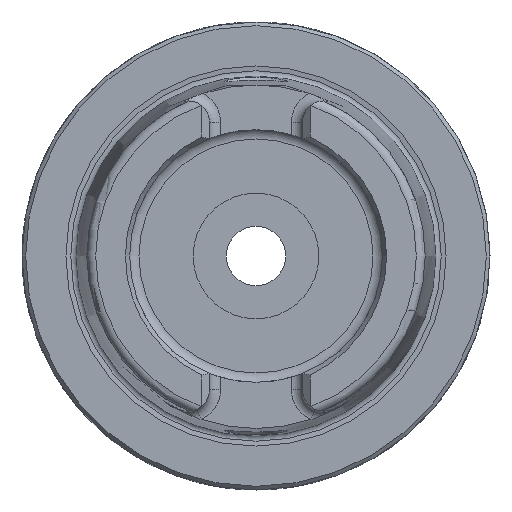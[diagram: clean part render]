
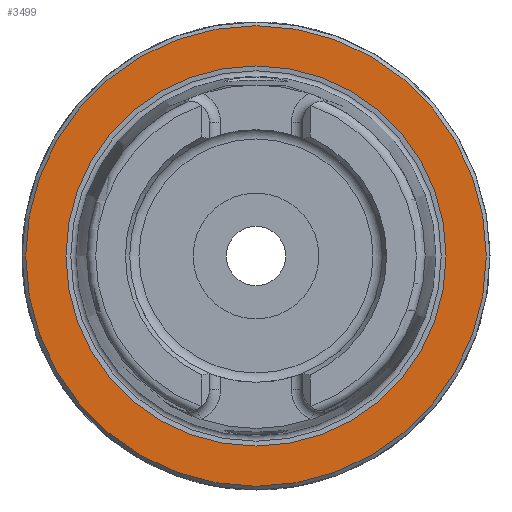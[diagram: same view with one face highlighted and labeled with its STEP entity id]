
A CAD part, left-side view. The second image highlights one B-rep face of the part: STEP entity #3499.
In plain terms, the highlighted planar face has unit normal (-1, 0, 0).
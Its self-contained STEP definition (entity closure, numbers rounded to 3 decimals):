
#281=FACE_BOUND('',#689,.T.);
#333=PLANE('',#3899);
#471=FACE_OUTER_BOUND('',#688,.T.);
#688=EDGE_LOOP('',(#2833));
#689=EDGE_LOOP('',(#2834));
#1264=CIRCLE('',#3898,25.588);
#1265=CIRCLE('',#3900,31.);
#1539=VERTEX_POINT('',#6469);
#1540=VERTEX_POINT('',#6473);
#1997=EDGE_CURVE('',#1539,#1539,#1264,.T.);
#1998=EDGE_CURVE('',#1540,#1540,#1265,.T.);
#2833=ORIENTED_EDGE('',*,*,#1998,.F.);
#2834=ORIENTED_EDGE('',*,*,#1997,.T.);
#3499=ADVANCED_FACE('',(#471,#281),#333,.T.);
#3898=AXIS2_PLACEMENT_3D('',#6471,#4633,#4634);
#3899=AXIS2_PLACEMENT_3D('',#6472,#4635,#4636);
#3900=AXIS2_PLACEMENT_3D('',#6474,#4637,#4638);
#4633=DIRECTION('center_axis',(1.,0.,0.));
#4634=DIRECTION('ref_axis',(0.,0.,-1.));
#4635=DIRECTION('center_axis',(-1.,0.,0.));
#4636=DIRECTION('ref_axis',(0.,0.,1.));
#4637=DIRECTION('center_axis',(1.,0.,0.));
#4638=DIRECTION('ref_axis',(0.,0.,-1.));
#6469=CARTESIAN_POINT('',(0.,-25.588,0.));
#6471=CARTESIAN_POINT('Origin',(0.,0.,0.));
#6472=CARTESIAN_POINT('Origin',(0.,31.,0.));
#6473=CARTESIAN_POINT('',(0.,-31.,0.));
#6474=CARTESIAN_POINT('Origin',(0.,0.,0.));
